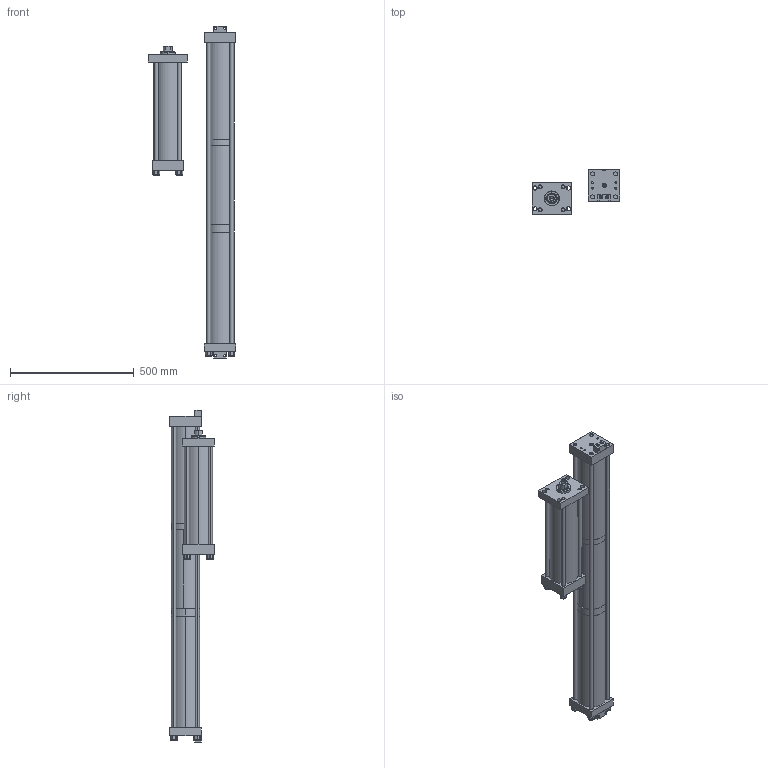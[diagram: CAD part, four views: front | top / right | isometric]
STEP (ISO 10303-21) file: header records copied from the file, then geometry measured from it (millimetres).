
FILE_DESCRIPTION (( 'STEP AP203' ), '1' );
FILE_NAME ('HPS-8-6.00-1.00-FH.STEP', '2020-05-19T14:55:34', ( '' ), ( '' ), 'SwSTEP 2.0', 'SolidWorks 2018', '' );
FILE_SCHEMA (( 'CONFIG_CONTROL_DESIGN' ));
Length unit declared in the file: inch
Products named in the file (18): E0859.STEP; E0860_6.0.STEP; E0863_E0863-6.0-1.0.STEP; G0810.STEP; HPS-8-6.00-1.00-FH; E0401_Work Rod.STEP; F0403.STEP; F0862.STEP; ES0805_6.0.STEP; E0864.STEP; E0804.STEP; E0811_6.0.STEP; E0861_1.0.STEP; E0813.STEP; ES0814_1.0.STEP; E04BRK.STEP; HPS-8-6.00-1.00-FH.STEP; NLN .625.STEP
Assembly tree (31 placements, depth 3):
  HPS-8-6.00-1.00-FH
    HPS-8-6.00-1.00-FH.STEP
      E0860_6.0.STEP  x4
      NLN .625.STEP  x8
      E0401_Work Rod.STEP
      F0862.STEP
      E04BRK.STEP  x2
      E0863_E0863-6.0-1.0.STEP  x4
      E0861_1.0.STEP
      E0804.STEP
      E0859.STEP
      ES0814_1.0.STEP
      E0864.STEP
      F0403.STEP
      ES0805_6.0.STEP
      E0811_6.0.STEP
      E0813.STEP
      G0810.STEP
Bounding box: 354.62 x 179.6 x 1343.31 mm (x, y, z)
Volume: 8202972.7 mm3; surface area: 1874686.4 mm2
Topology: 30 solids, 30 shells, 590 faces, 1379 edges, 883 vertices
Faces by surface type: cylinder 310, plane 249, cone 31
Entity records: 14936 total; most frequent: CARTESIAN_POINT 3396, DIRECTION 2106, ORIENTED_EDGE 1762, EDGE_CURVE 881, AXIS2_PLACEMENT_3D 863, VERTEX_POINT 571, EDGE_LOOP 502, CIRCLE 450
